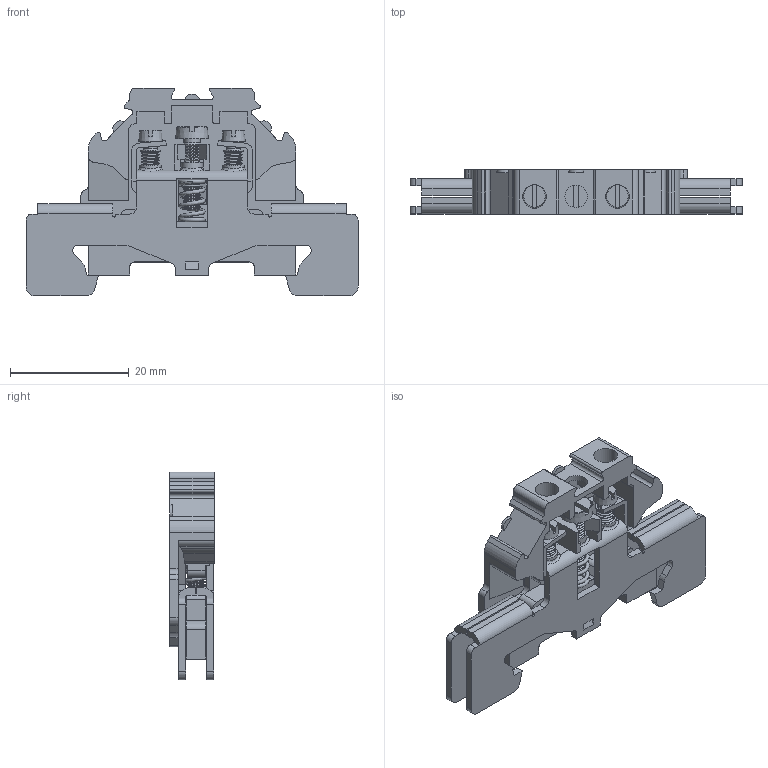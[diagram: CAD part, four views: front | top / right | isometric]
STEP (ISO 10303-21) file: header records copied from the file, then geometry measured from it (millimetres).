
FILE_DESCRIPTION(/* description */ (''),/* implementation_level */ '2;1');
FILE_NAME(/* name */ 'IKE4_ipt.stp',/* time_stamp */ '2017-04-03T11:37:11+02:00',/* author */ ('ahoffmann'),/* organization */ (''),/* preprocessor_version */ 'ST-DEVELOPER v16.1',/* originating_system */ 'Autodesk Inventor 2016',/* authorisation */ '');
FILE_SCHEMA (('AUTOMOTIVE_DESIGN { 1 0 10303 214 3 1 1 }'));
Length unit declared in the file: millimetre
Products named in the file (1): IKE4_ipt
Bounding box: 56 x 7.5 x 35.05 mm (x, y, z)
Volume: 4928.2 mm3; surface area: 8323.3 mm2
Topology: 1 solids, 1 shells, 626 faces, 1822 edges, 1180 vertices
Faces by surface type: plane 342, cylinder 188, cone 45, torus 36, bspline 15
Full cylindrical faces by diameter (mm): 2 x2, 2.15 x2, 2.3 x4, 2.729 x1, 3 x14, 3.3 x2, 3.65 x3, 3.8 x1, 4 x2
Entity records: 27307 total; most frequent: CARTESIAN_POINT 11197, ORIENTED_EDGE 3376, DIRECTION 3280, EDGE_CURVE 1686, VERTEX_POINT 1146, AXIS2_PLACEMENT_3D 1115, LINE 1050, VECTOR 1050
